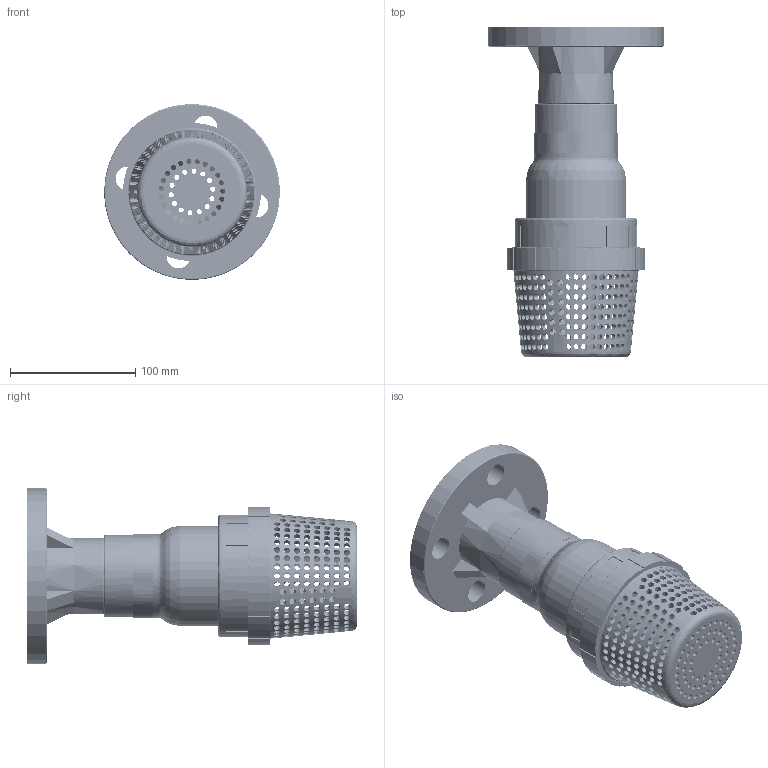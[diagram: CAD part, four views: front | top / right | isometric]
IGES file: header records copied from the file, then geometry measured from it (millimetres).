
Start section: SolidWorks IGES file using analytic representation for surfaces
Global section: file name: VP560F_40A.IGS; native system: SolidWorks 2017; preprocessor: SolidWorks 2017; author: D1712-001!; date: 200519.165336; units: millimetre
Bounding box: 140 x 263.5 x 139.99 mm (x, y, z)
Surface area: 198968.2 mm2 (no closed solid volume)
Topology: 0 solids, 0 shells, 1154 faces, 42795 edges, 42795 vertices
Faces by surface type: revolution 923, bspline 231
